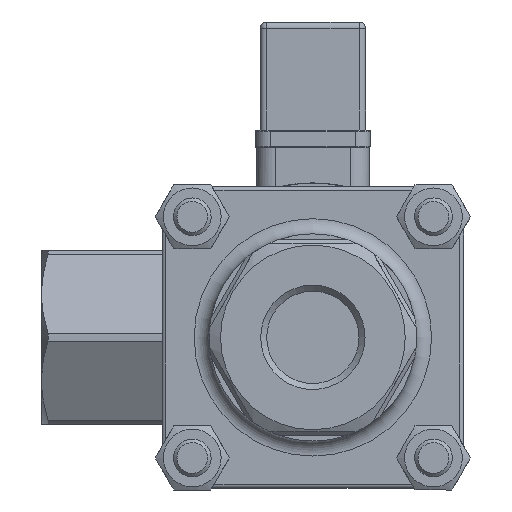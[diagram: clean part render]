
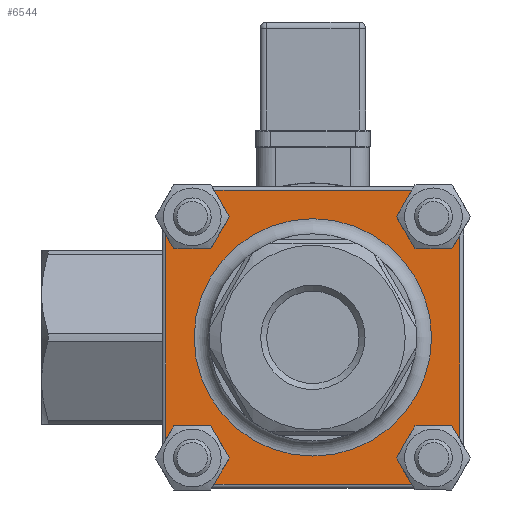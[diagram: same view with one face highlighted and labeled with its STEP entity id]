
A CAD part, left-side view. The second image highlights one B-rep face of the part: STEP entity #6544.
In plain terms, the highlighted planar face has unit normal (-1, 0, 0).
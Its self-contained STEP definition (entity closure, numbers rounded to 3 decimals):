
#391=FACE_BOUND('',#854,.T.);
#463=FACE_OUTER_BOUND('',#853,.T.);
#853=EDGE_LOOP('',(#4319,#4320,#4321,#4322,#4323,#4324,#4325,#4326,#4327,
#4328));
#854=EDGE_LOOP('',(#4329));
#1295=LINE('',#10143,#1746);
#1296=LINE('',#10147,#1747);
#1297=LINE('',#10150,#1748);
#1298=LINE('',#10151,#1749);
#1746=VECTOR('',#8030,10.);
#1747=VECTOR('',#8033,10.);
#1748=VECTOR('',#8036,10.);
#1749=VECTOR('',#8037,10.);
#2162=CIRCLE('',#6996,7.65);
#2163=CIRCLE('',#6997,7.65);
#2184=CIRCLE('',#7043,7.65);
#2185=CIRCLE('',#7044,7.65);
#2186=CIRCLE('',#7052,7.65);
#2187=CIRCLE('',#7053,7.65);
#2188=CIRCLE('',#7054,31.5);
#2537=VERTEX_POINT('',#9856);
#2539=VERTEX_POINT('',#9859);
#2547=VERTEX_POINT('',#9891);
#2599=VERTEX_POINT('',#10067);
#2601=VERTEX_POINT('',#10071);
#2608=VERTEX_POINT('',#10101);
#2615=VERTEX_POINT('',#10142);
#2616=VERTEX_POINT('',#10144);
#2617=VERTEX_POINT('',#10146);
#2618=VERTEX_POINT('',#10148);
#2619=VERTEX_POINT('',#10152);
#3169=EDGE_CURVE('',#2547,#2537,#2162,.T.);
#3177=EDGE_CURVE('',#2539,#2547,#2163,.T.);
#3251=EDGE_CURVE('',#2608,#2601,#2184,.T.);
#3259=EDGE_CURVE('',#2599,#2608,#2185,.T.);
#3266=EDGE_CURVE('',#2615,#2537,#1295,.T.);
#3267=EDGE_CURVE('',#2615,#2616,#2186,.T.);
#3268=EDGE_CURVE('',#2617,#2616,#1296,.T.);
#3269=EDGE_CURVE('',#2617,#2618,#2187,.T.);
#3270=EDGE_CURVE('',#2599,#2618,#1297,.T.);
#3271=EDGE_CURVE('',#2539,#2601,#1298,.T.);
#3272=EDGE_CURVE('',#2619,#2619,#2188,.T.);
#4319=ORIENTED_EDGE('',*,*,#3177,.T.);
#4320=ORIENTED_EDGE('',*,*,#3169,.T.);
#4321=ORIENTED_EDGE('',*,*,#3266,.F.);
#4322=ORIENTED_EDGE('',*,*,#3267,.T.);
#4323=ORIENTED_EDGE('',*,*,#3268,.F.);
#4324=ORIENTED_EDGE('',*,*,#3269,.T.);
#4325=ORIENTED_EDGE('',*,*,#3270,.F.);
#4326=ORIENTED_EDGE('',*,*,#3259,.T.);
#4327=ORIENTED_EDGE('',*,*,#3251,.T.);
#4328=ORIENTED_EDGE('',*,*,#3271,.F.);
#4329=ORIENTED_EDGE('',*,*,#3272,.F.);
#5946=PLANE('',#7051);
#6544=ADVANCED_FACE('',(#463,#391),#5946,.T.);
#6996=AXIS2_PLACEMENT_3D('',#9892,#7872,#7873);
#6997=AXIS2_PLACEMENT_3D('',#9918,#7875,#7876);
#7043=AXIS2_PLACEMENT_3D('',#10102,#8005,#8006);
#7044=AXIS2_PLACEMENT_3D('',#10128,#8008,#8009);
#7051=AXIS2_PLACEMENT_3D('',#10141,#8028,#8029);
#7052=AXIS2_PLACEMENT_3D('',#10145,#8031,#8032);
#7053=AXIS2_PLACEMENT_3D('',#10149,#8034,#8035);
#7054=AXIS2_PLACEMENT_3D('',#10153,#8038,#8039);
#7872=DIRECTION('center_axis',(1.,0.,0.));
#7873=DIRECTION('ref_axis',(0.,1.,0.));
#7875=DIRECTION('center_axis',(1.,0.,0.));
#7876=DIRECTION('ref_axis',(0.,1.,0.));
#8005=DIRECTION('center_axis',(1.,0.,0.));
#8006=DIRECTION('ref_axis',(0.,1.,0.));
#8008=DIRECTION('center_axis',(1.,0.,0.));
#8009=DIRECTION('ref_axis',(0.,1.,0.));
#8028=DIRECTION('center_axis',(-1.,0.,0.));
#8029=DIRECTION('ref_axis',(0.,0.,
-1.));
#8030=DIRECTION('',(0.,1.,0.));
#8031=DIRECTION('center_axis',(1.,0.,0.));
#8032=DIRECTION('ref_axis',(0.,1.,0.));
#8033=DIRECTION('',(0.,0.,-1.));
#8034=DIRECTION('center_axis',(1.,0.,0.));
#8035=DIRECTION('ref_axis',(0.,1.,0.));
#8036=DIRECTION('',(0.,-1.,0.));
#8037=DIRECTION('',(0.,0.,1.));
#8038=DIRECTION('center_axis',(-1.,0.,0.));
#8039=DIRECTION('ref_axis',(0.,0.,
1.));
#9856=CARTESIAN_POINT('',(-110.8,28.914,-39.));
#9859=CARTESIAN_POINT('',(-110.8,39.,-28.914));
#9891=CARTESIAN_POINT('',(-110.8,24.35,-32.));
#9892=CARTESIAN_POINT('Origin',(-110.8,32.,-32.));
#9918=CARTESIAN_POINT('Origin',(-110.8,32.,-32.));
#10067=CARTESIAN_POINT('',(-110.8,28.914,39.));
#10071=CARTESIAN_POINT('',(-110.8,39.,28.914));
#10101=CARTESIAN_POINT('',(-110.8,24.35,32.));
#10102=CARTESIAN_POINT('Origin',(-110.8,32.,32.));
#10128=CARTESIAN_POINT('Origin',(-110.8,32.,32.));
#10141=CARTESIAN_POINT('Origin',(-110.8,0.,0.));
#10142=CARTESIAN_POINT('',(-110.8,-28.914,-39.));
#10143=CARTESIAN_POINT('',(-110.8,-20.,-39.));
#10144=CARTESIAN_POINT('',(-110.8,-39.,-28.914));
#10145=CARTESIAN_POINT('Origin',(-110.8,-32.,-32.));
#10146=CARTESIAN_POINT('',(-110.8,-39.,28.914));
#10147=CARTESIAN_POINT('',(-110.8,-39.,20.));
#10148=CARTESIAN_POINT('',(-110.8,-28.914,39.));
#10149=CARTESIAN_POINT('Origin',(-110.8,-32.,32.));
#10150=CARTESIAN_POINT('',(-110.8,20.,39.));
#10151=CARTESIAN_POINT('',(-110.8,39.,-20.));
#10152=CARTESIAN_POINT('',(-110.8,0.,31.5));
#10153=CARTESIAN_POINT('Origin',(-110.8,0.,0.));
